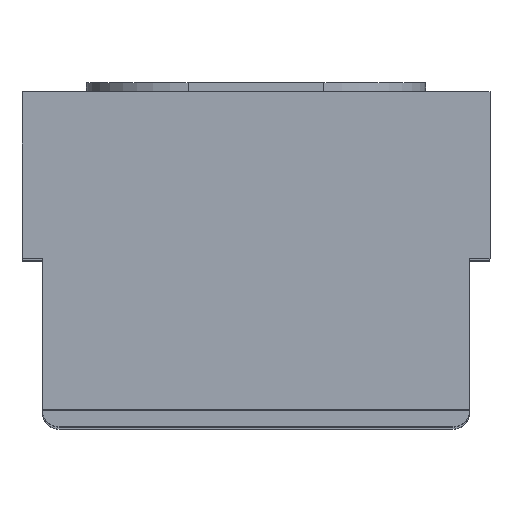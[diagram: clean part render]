
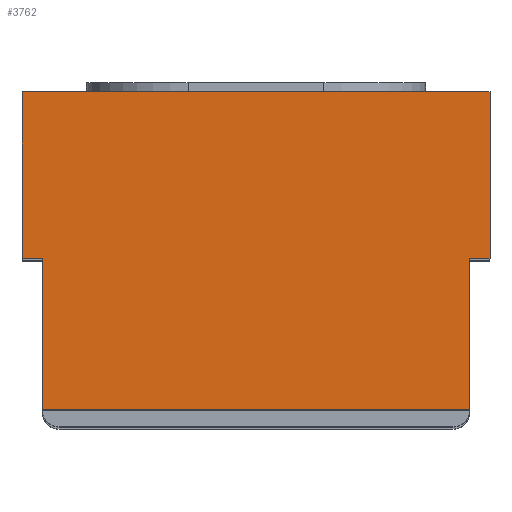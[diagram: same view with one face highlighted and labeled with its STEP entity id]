
A CAD part, top view. The second image highlights one B-rep face of the part: STEP entity #3762.
In plain terms, the highlighted planar face has unit normal (0, 0, 1).
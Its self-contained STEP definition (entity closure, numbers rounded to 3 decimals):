
#29 = CARTESIAN_POINT ( 'NONE',  ( 1.75, 1.26, 5.85 ) ) ;
#74 = CARTESIAN_POINT ( 'NONE',  ( -1.75, 1.26, 5.85 ) ) ;
#602 = VERTEX_POINT ( 'NONE', #5337 ) ;
#605 = VERTEX_POINT ( 'NONE', #5340 ) ;
#1396 = ORIENTED_EDGE ( 'NONE', *, *, #4300, .T. ) ;
#1439 = ORIENTED_EDGE ( 'NONE', *, *, #4236, .T. ) ;
#1467 = ORIENTED_EDGE ( 'NONE', *, *, #11746, .T. ) ;
#1469 = ORIENTED_EDGE ( 'NONE', *, *, #12170, .T. ) ;
#1542 = ORIENTED_EDGE ( 'NONE', *, *, #4178, .F. ) ;
#1543 = ORIENTED_EDGE ( 'NONE', *, *, #12158, .T. ) ;
#1555 = ORIENTED_EDGE ( 'NONE', *, *, #12112, .T. ) ;
#3211 = LINE ( 'NONE', #3212, #7727 ) ;
#3212 = CARTESIAN_POINT ( 'NONE',  ( 1.75, 1.26, 5.85 ) ) ;
#3213 = DIRECTION ( 'NONE',  ( 1., 0., 0. ) ) ;
#3485 = AXIS2_PLACEMENT_3D ( 'NONE', #5520, #5521, #5522 ) ;
#3508 = FACE_OUTER_BOUND ( 'NONE', #9485, .T. ) ;
#3762 = ADVANCED_FACE ( 'NONE', ( #3508 ), #5519, .F. ) ;
#4178 = EDGE_CURVE ( 'NONE', #10478, #9282, #8331, .T. ) ;
#4236 = EDGE_CURVE ( 'NONE', #605, #10561, #8537, .T. ) ;
#4300 = EDGE_CURVE ( 'NONE', #10596, #9282, #6489, .T. ) ;
#5337 = CARTESIAN_POINT ( 'NONE',  ( -1.598, 1.26, 5.85 ) ) ;
#5340 = CARTESIAN_POINT ( 'NONE',  ( -1.598, 0.127, 5.85 ) ) ;
#5519 = PLANE ( 'NONE',  #3485 ) ;
#5520 = CARTESIAN_POINT ( 'NONE',  ( -1.75, 2.505, 5.85 ) ) ;
#5521 = DIRECTION ( 'NONE',  ( 0., 0., -1. ) ) ;
#5522 = DIRECTION ( 'NONE',  ( -1., 0., 0. ) ) ;
#6489 = LINE ( 'NONE', #6490, #7360 ) ;
#6490 = CARTESIAN_POINT ( 'NONE',  ( 1.75, 2.505, 5.85 ) ) ;
#6491 = DIRECTION ( 'NONE',  ( 0., 1., 0. ) ) ;
#6602 = CARTESIAN_POINT ( 'NONE',  ( 1.75, 2.505, 5.85 ) ) ;
#7113 = LINE ( 'NONE', #7114, #7803 ) ;
#7114 = CARTESIAN_POINT ( 'NONE',  ( -1.75, 2.505, 5.85 ) ) ;
#7115 = DIRECTION ( 'NONE',  ( 0., -1., 0. ) ) ;
#7125 = LINE ( 'NONE', #7126, #7808 ) ;
#7126 = CARTESIAN_POINT ( 'NONE',  ( -1.598, 1.26, 5.85 ) ) ;
#7127 = DIRECTION ( 'NONE',  ( 0., -1., 0. ) ) ;
#7202 = LINE ( 'NONE', #7203, #7967 ) ;
#7203 = CARTESIAN_POINT ( 'NONE',  ( -1.75, 1.26, 5.85 ) ) ;
#7204 = DIRECTION ( 'NONE',  ( 1., 0., 0. ) ) ;
#7295 = VECTOR ( 'NONE', #8333, 1000. ) ;
#7323 = VECTOR ( 'NONE', #8539, 1000. ) ;
#7360 = VECTOR ( 'NONE', #6491, 1000. ) ;
#7460 = VECTOR ( 'NONE', #10687, 1000. ) ;
#7727 = VECTOR ( 'NONE', #3213, 1000. ) ;
#7803 = VECTOR ( 'NONE', #7115, 1000. ) ;
#7808 = VECTOR ( 'NONE', #7127, 1000. ) ;
#7967 = VECTOR ( 'NONE', #7204, 1000. ) ;
#8331 = LINE ( 'NONE', #8332, #7295 ) ;
#8332 = CARTESIAN_POINT ( 'NONE',  ( -1.75, 2.505, 5.85 ) ) ;
#8333 = DIRECTION ( 'NONE',  ( 1., 0., 0. ) ) ;
#8537 = LINE ( 'NONE', #8538, #7323 ) ;
#8538 = CARTESIAN_POINT ( 'NONE',  ( -1.598, 0.127, 5.85 ) ) ;
#8539 = DIRECTION ( 'NONE',  ( 1., 0., 0. ) ) ;
#9282 = VERTEX_POINT ( 'NONE', #6602 ) ;
#9485 = EDGE_LOOP ( 'NONE', ( #1439, #1467, #1555, #1396, #1542, #1543, #1469, #10202 ) ) ;
#10202 = ORIENTED_EDGE ( 'NONE', *, *, #12162, .T. ) ;
#10476 = VERTEX_POINT ( 'NONE', #12501 ) ;
#10478 = VERTEX_POINT ( 'NONE', #12503 ) ;
#10561 = VERTEX_POINT ( 'NONE', #12586 ) ;
#10596 = VERTEX_POINT ( 'NONE', #29 ) ;
#10641 = VERTEX_POINT ( 'NONE', #74 ) ;
#10685 = LINE ( 'NONE', #10686, #7460 ) ;
#10686 = CARTESIAN_POINT ( 'NONE',  ( 1.598, 1.26, 5.85 ) ) ;
#10687 = DIRECTION ( 'NONE',  ( 0., 1., 0. ) ) ;
#11746 = EDGE_CURVE ( 'NONE', #10561, #10476, #10685, .T. ) ;
#12112 = EDGE_CURVE ( 'NONE', #10476, #10596, #3211, .T. ) ;
#12158 = EDGE_CURVE ( 'NONE', #10478, #10641, #7113, .T. ) ;
#12162 = EDGE_CURVE ( 'NONE', #602, #605, #7125, .T. ) ;
#12170 = EDGE_CURVE ( 'NONE', #10641, #602, #7202, .T. ) ;
#12501 = CARTESIAN_POINT ( 'NONE',  ( 1.598, 1.26, 5.85 ) ) ;
#12503 = CARTESIAN_POINT ( 'NONE',  ( -1.75, 2.505, 5.85 ) ) ;
#12586 = CARTESIAN_POINT ( 'NONE',  ( 1.598, 0.127, 5.85 ) ) ;
